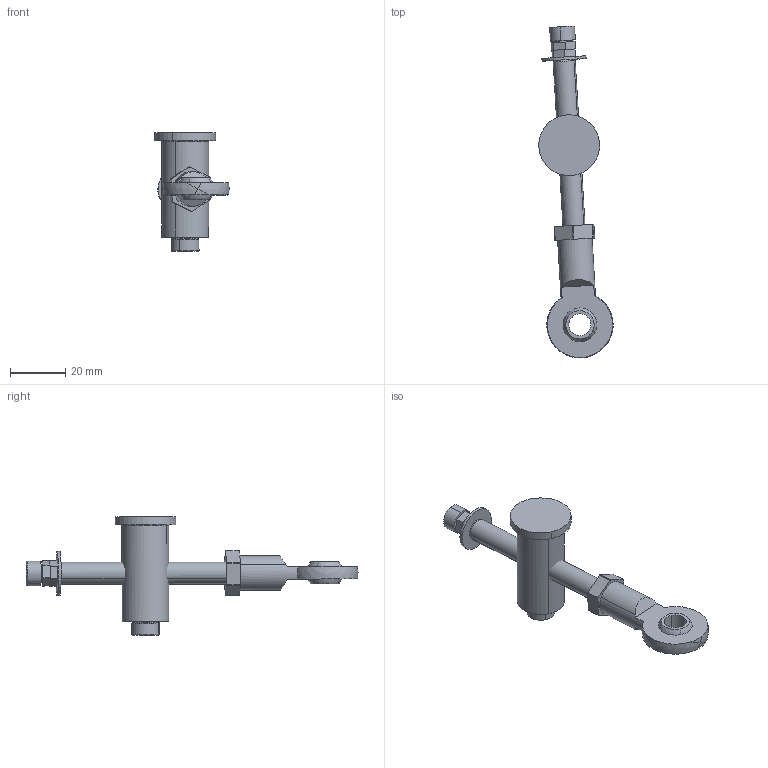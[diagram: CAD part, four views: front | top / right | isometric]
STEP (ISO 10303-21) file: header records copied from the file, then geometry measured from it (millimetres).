
FILE_DESCRIPTION (( 'STEP AP203' ), '1' );
FILE_NAME ('Groupe_Croission_AllCATPart_Default_sldprt.STEP', '2024-12-15T02:56:38', ( '' ), ( '' ), 'SwSTEP 2.0', 'SolidWorks 2024', '' );
FILE_SCHEMA (( 'CONFIG_CONTROL_DESIGN' ));
Length unit declared in the file: millimetre
Products named in the file (1): Groupe_Croission_AllCATPart_Default_sldprt
Bounding box: 26.84 x 120.05 x 43.03 mm (x, y, z)
Volume: 18030.1 mm3; surface area: 9274.5 mm2
Topology: 7 solids, 7 shells, 135 faces, 308 edges, 195 vertices
Faces by surface type: plane 49, cylinder 41, cone 22, sphere 12, torus 11
Entity records: 4496 total; most frequent: CARTESIAN_POINT 1284, DIRECTION 706, ORIENTED_EDGE 608, EDGE_CURVE 304, AXIS2_PLACEMENT_3D 288, VERTEX_POINT 195, EDGE_LOOP 157, CIRCLE 152
